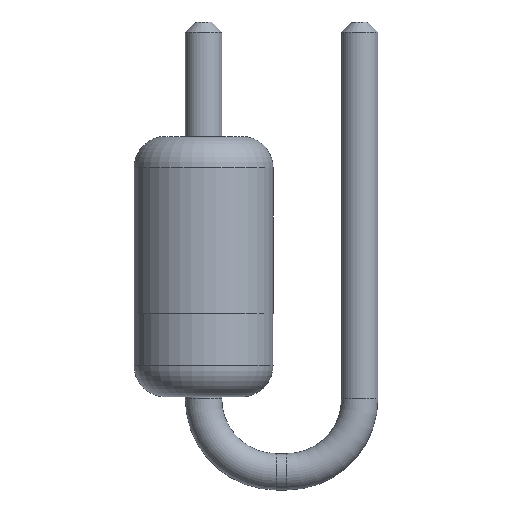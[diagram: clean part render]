
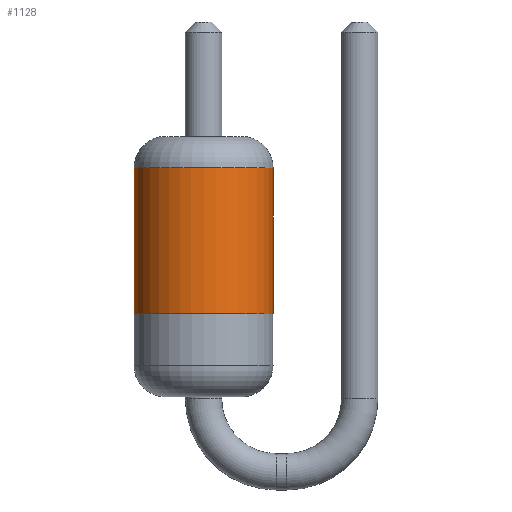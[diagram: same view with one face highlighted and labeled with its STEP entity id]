
A CAD part, front view. The second image highlights one B-rep face of the part: STEP entity #1128.
In plain terms, the highlighted cylindrical face has radius 1.335 mm (diameter 2.67 mm), a partial arc.
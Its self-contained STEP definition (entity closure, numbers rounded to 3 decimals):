
#10 = EDGE_CURVE ( 'NONE', #865, #879, #883, .T. ) ;
#58 = AXIS2_PLACEMENT_3D ( 'NONE', #630, #629, #628 ) ;
#71 = AXIS2_PLACEMENT_3D ( 'NONE', #624, #623, #622 ) ;
#114 = EDGE_CURVE ( 'NONE', #879, #881, #988, .T. ) ;
#116 = EDGE_CURVE ( 'NONE', #877, #865, #984, .T. ) ;
#172 = AXIS2_PLACEMENT_3D ( 'NONE', #468, #472, #460 ) ;
#231 = EDGE_CURVE ( 'NONE', #877, #881, #1028, .T. ) ;
#460 = DIRECTION ( 'NONE',  ( -1., 0., 0. ) ) ;
#468 = CARTESIAN_POINT ( 'NONE',  ( 0., 0., 5. ) ) ;
#472 = DIRECTION ( 'NONE',  ( 0., 0., -1. ) ) ;
#555 = CARTESIAN_POINT ( 'NONE',  ( 1.335, 0., 1.599 ) ) ;
#557 = CARTESIAN_POINT ( 'NONE',  ( -1.335, 0., 1.599 ) ) ;
#559 = CARTESIAN_POINT ( 'NONE',  ( 1.335, 0., 4.4 ) ) ;
#571 = CARTESIAN_POINT ( 'NONE',  ( -1.335, 0., 4.4 ) ) ;
#599 = DIRECTION ( 'NONE',  ( 0., 0., -1. ) ) ;
#600 = CARTESIAN_POINT ( 'NONE',  ( 1.335, 0., 5. ) ) ;
#622 = DIRECTION ( 'NONE',  ( 1., 0., 0. ) ) ;
#623 = DIRECTION ( 'NONE',  ( 0., 0., -1. ) ) ;
#624 = CARTESIAN_POINT ( 'NONE',  ( 0., 0., 4.4 ) ) ;
#628 = DIRECTION ( 'NONE',  ( 1., 0., 0. ) ) ;
#629 = DIRECTION ( 'NONE',  ( 0., 0., 1. ) ) ;
#630 = CARTESIAN_POINT ( 'NONE',  ( 0., 0., 1.599 ) ) ;
#673 = CARTESIAN_POINT ( 'NONE',  ( -1.335, 0., 5. ) ) ;
#691 = DIRECTION ( 'NONE',  ( 0., 0., -1. ) ) ;
#834 = ORIENTED_EDGE ( 'NONE', *, *, #116, .T. ) ;
#839 = ORIENTED_EDGE ( 'NONE', *, *, #231, .F. ) ;
#840 = ORIENTED_EDGE ( 'NONE', *, *, #10, .T. ) ;
#842 = ORIENTED_EDGE ( 'NONE', *, *, #114, .T. ) ;
#865 = VERTEX_POINT ( 'NONE', #571 ) ;
#877 = VERTEX_POINT ( 'NONE', #559 ) ;
#879 = VERTEX_POINT ( 'NONE', #557 ) ;
#881 = VERTEX_POINT ( 'NONE', #555 ) ;
#883 = LINE ( 'NONE', #673, #890 ) ;
#890 = VECTOR ( 'NONE', #691, 1000. ) ;
#963 = EDGE_LOOP ( 'NONE', ( #839, #834, #840, #842 ) ) ;
#984 = CIRCLE ( 'NONE', #71, 1.335 ) ;
#988 = CIRCLE ( 'NONE', #58, 1.335 ) ;
#1011 = FACE_OUTER_BOUND ( 'NONE', #963, .T. ) ;
#1012 = VECTOR ( 'NONE', #599, 1000. ) ;
#1028 = LINE ( 'NONE', #600, #1012 ) ;
#1080 = CYLINDRICAL_SURFACE ( 'NONE', #172, 1.335 ) ;
#1128 = ADVANCED_FACE ( 'NONE', ( #1011 ), #1080, .T. ) ;
